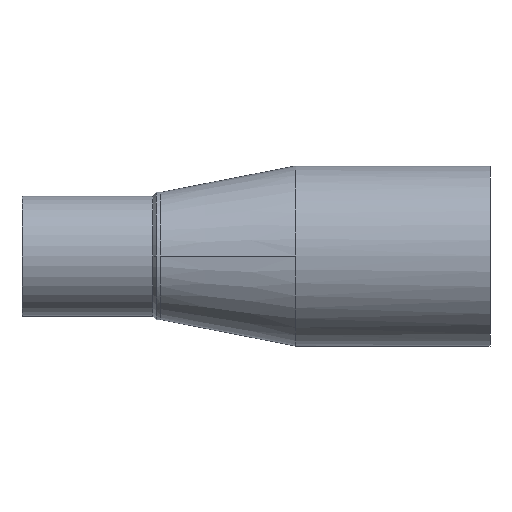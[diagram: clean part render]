
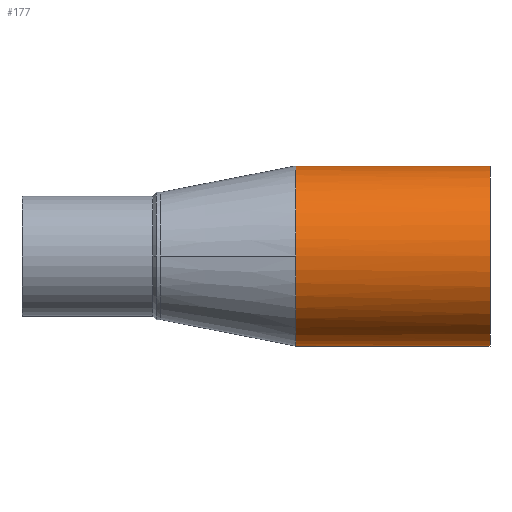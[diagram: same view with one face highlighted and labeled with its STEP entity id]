
A CAD part, front view. The second image highlights one B-rep face of the part: STEP entity #177.
In plain terms, the highlighted cylindrical face has radius 37.5 mm (diameter 75 mm), a partial arc.
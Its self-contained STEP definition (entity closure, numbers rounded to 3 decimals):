
#123 = VERTEX_POINT( '', #337 );
#153 = VERTEX_POINT( '', #370 );
#155 = EDGE_CURVE( '', #243, #123, #372, .T. );
#161 = EDGE_CURVE( '', #153, #275, #378, .T. );
#177 = ADVANCED_FACE( '', ( #397 ), #398, .T. );
#179 = VERTEX_POINT( '', #400 );
#231 = EDGE_CURVE( '', #275, #179, #455, .T. );
#243 = VERTEX_POINT( '', #470 );
#275 = VERTEX_POINT( '', #504 );
#297 = EDGE_CURVE( '', #123, #153, #529, .T. );
#315 = EDGE_CURVE( '', #179, #243, #549, .T. );
#337 = CARTESIAN_POINT( '', ( 114., 0., 37.5 ) );
#370 = CARTESIAN_POINT( '', ( 114., -37.5, 0. ) );
#372 = LINE( '', #662, #663 );
#378 = B_SPLINE_CURVE_WITH_KNOTS( '', 3, ( #672, #673, #674, #675, #676, #677, #678, #679, #680, #681, #682 ), .UNSPECIFIED., .F., .F., ( 4, 1, 1, 1, 1, 1, 1, 1, 4 ), ( 3.142, 3.338, 3.534, 3.731, 3.927, 4.123, 4.32, 4.516, 4.712 ), .UNSPECIFIED. );
#397 = FACE_OUTER_BOUND( '', #1068, .T. );
#398 = CYLINDRICAL_SURFACE( '', #1069, 37.5 );
#400 = CARTESIAN_POINT( '', ( 195., 0., -37.5 ) );
#455 = LINE( '', #1530, #1531 );
#470 = CARTESIAN_POINT( '', ( 195., 0., 37.5 ) );
#504 = CARTESIAN_POINT( '', ( 114., 0., -37.5 ) );
#529 = B_SPLINE_CURVE_WITH_KNOTS( '', 3, ( #2205, #2206, #2207, #2208, #2209, #2210, #2211, #2212, #2213, #2214, #2215 ), .UNSPECIFIED., .F., .F., ( 4, 1, 1, 1, 1, 1, 1, 1, 4 ), ( 1.571, 1.767, 1.963, 2.16, 2.356, 2.553, 2.749, 2.945, 3.142 ), .UNSPECIFIED. );
#549 = CIRCLE( '', #2297, 37.5 );
#662 = CARTESIAN_POINT( '', ( 114., 0., 37.5 ) );
#663 = VECTOR( '', #2342, 1. );
#672 = CARTESIAN_POINT( '', ( 114., -37.5, 0. ) );
#673 = CARTESIAN_POINT( '', ( 114., -37.5, -2.454 ) );
#674 = CARTESIAN_POINT( '', ( 114., -37.017, -7.363 ) );
#675 = CARTESIAN_POINT( '', ( 114., -34.869, -14.443 ) );
#676 = CARTESIAN_POINT( '', ( 114., -31.381, -20.968 ) );
#677 = CARTESIAN_POINT( '', ( 114., -26.687, -26.687 ) );
#678 = CARTESIAN_POINT( '', ( 114., -20.968, -31.381 ) );
#679 = CARTESIAN_POINT( '', ( 114., -14.443, -34.869 ) );
#680 = CARTESIAN_POINT( '', ( 114., -7.363, -37.017 ) );
#681 = CARTESIAN_POINT( '', ( 114., -2.454, -37.5 ) );
#682 = CARTESIAN_POINT( '', ( 114., 0., -37.5 ) );
#1068 = EDGE_LOOP( '', ( #2366, #2367, #2368, #2369, #2370 ) );
#1069 = AXIS2_PLACEMENT_3D( '', #2371, #2372, #2373 );
#1530 = CARTESIAN_POINT( '', ( 114., 0., -37.5 ) );
#1531 = VECTOR( '', #2421, 1. );
#2205 = CARTESIAN_POINT( '', ( 114., 0., 37.5 ) );
#2206 = CARTESIAN_POINT( '', ( 114., -2.454, 37.5 ) );
#2207 = CARTESIAN_POINT( '', ( 114., -7.363, 37.017 ) );
#2208 = CARTESIAN_POINT( '', ( 114., -14.443, 34.869 ) );
#2209 = CARTESIAN_POINT( '', ( 114., -20.968, 31.381 ) );
#2210 = CARTESIAN_POINT( '', ( 114., -26.687, 26.687 ) );
#2211 = CARTESIAN_POINT( '', ( 114., -31.381, 20.968 ) );
#2212 = CARTESIAN_POINT( '', ( 114., -34.869, 14.443 ) );
#2213 = CARTESIAN_POINT( '', ( 114., -37.017, 7.363 ) );
#2214 = CARTESIAN_POINT( '', ( 114., -37.5, 2.454 ) );
#2215 = CARTESIAN_POINT( '', ( 114., -37.5, 0. ) );
#2297 = AXIS2_PLACEMENT_3D( '', #2532, #2533, #2534 );
#2342 = DIRECTION( '', ( -1., 0., 0. ) );
#2366 = ORIENTED_EDGE( '', *, *, #231, .T. );
#2367 = ORIENTED_EDGE( '', *, *, #315, .T. );
#2368 = ORIENTED_EDGE( '', *, *, #155, .T. );
#2369 = ORIENTED_EDGE( '', *, *, #297, .T. );
#2370 = ORIENTED_EDGE( '', *, *, #161, .T. );
#2371 = CARTESIAN_POINT( '', ( 114., 0., 0. ) );
#2372 = DIRECTION( '', ( -1., 0., 0. ) );
#2373 = DIRECTION( '', ( 0., 0., -1. ) );
#2421 = DIRECTION( '', ( 1., 0., 0. ) );
#2532 = CARTESIAN_POINT( '', ( 195., 0., 0. ) );
#2533 = DIRECTION( '', ( -1., 0., 0. ) );
#2534 = DIRECTION( '', ( 0., 0., -1. ) );
